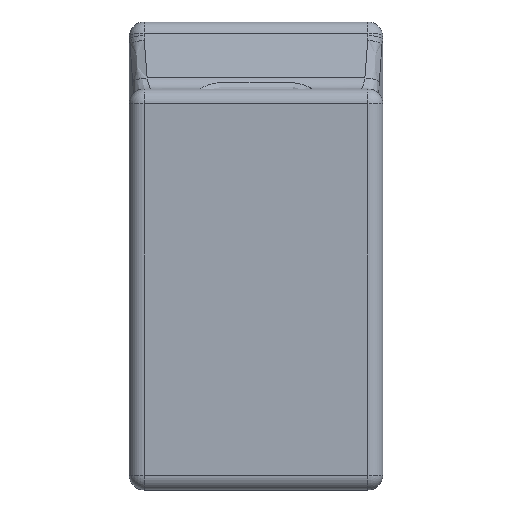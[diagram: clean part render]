
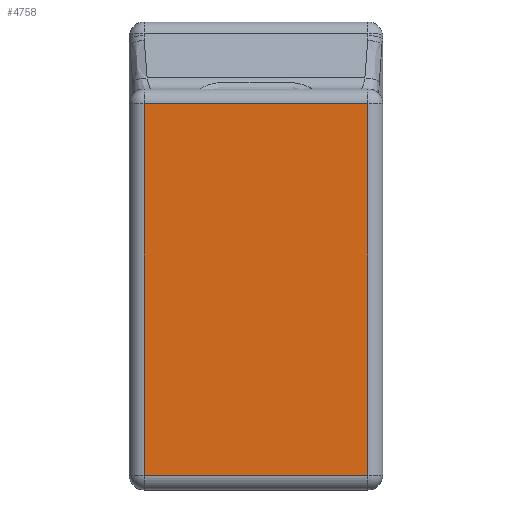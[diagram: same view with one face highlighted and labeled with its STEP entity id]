
A CAD part, front view. The second image highlights one B-rep face of the part: STEP entity #4758.
In plain terms, the highlighted planar face has unit normal (0, -1, 0).
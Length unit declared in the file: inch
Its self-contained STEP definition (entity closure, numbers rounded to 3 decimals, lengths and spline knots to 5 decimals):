
#90 = VECTOR ( 'NONE', #5229, 39.37008 ) ;
#158 = DIRECTION ( 'NONE',  ( -1., 0., 0. ) ) ;
#273 = ORIENTED_EDGE ( 'NONE', *, *, #614, .T. ) ;
#386 = FACE_OUTER_BOUND ( 'NONE', #2358, .T. ) ;
#614 = EDGE_CURVE ( 'NONE', #9975, #1105, #10424, .T. ) ;
#757 = VECTOR ( 'NONE', #1094, 39.37008 ) ;
#865 = ORIENTED_EDGE ( 'NONE', *, *, #4731, .T. ) ;
#1094 = DIRECTION ( 'NONE',  ( 0., 0., 1. ) ) ;
#1105 = VERTEX_POINT ( 'NONE', #7585 ) ;
#1216 = EDGE_CURVE ( 'NONE', #4950, #2841, #10762, .T. ) ;
#1779 = CARTESIAN_POINT ( 'NONE',  ( 0.75125, -0.79674, 2.46575 ) ) ;
#1883 = CARTESIAN_POINT ( 'NONE',  ( 0.75125, -0.79674, -0.026 ) ) ;
#1911 = LINE ( 'NONE', #6710, #10920 ) ;
#2229 = PLANE ( 'NONE',  #14294 ) ;
#2358 = EDGE_LOOP ( 'NONE', ( #3915, #3903, #273, #865 ) ) ;
#2375 = VECTOR ( 'NONE', #158, 39.37008 ) ;
#2841 = VERTEX_POINT ( 'NONE', #1779 ) ;
#3412 = CARTESIAN_POINT ( 'NONE',  ( 0.75125, -0.79674, 2.56575 ) ) ;
#3903 = ORIENTED_EDGE ( 'NONE', *, *, #11275, .T. ) ;
#3915 = ORIENTED_EDGE ( 'NONE', *, *, #1216, .T. ) ;
#4731 = EDGE_CURVE ( 'NONE', #1105, #4950, #1911, .T. ) ;
#4758 = ADVANCED_FACE ( 'NONE', ( #386 ), #2229, .T. ) ;
#4950 = VERTEX_POINT ( 'NONE', #1883 ) ;
#5229 = DIRECTION ( 'NONE',  ( 0., 0., -1. ) ) ;
#5895 = CARTESIAN_POINT ( 'NONE',  ( -0.75125, -0.79674, 2.46575 ) ) ;
#6710 = CARTESIAN_POINT ( 'NONE',  ( 0.85125, -0.79674, -0.026 ) ) ;
#6722 = LINE ( 'NONE', #5895, #2375 ) ;
#6994 = CARTESIAN_POINT ( 'NONE',  ( -0.75125, -0.79674, -0.126 ) ) ;
#7585 = CARTESIAN_POINT ( 'NONE',  ( -0.75125, -0.79674, -0.026 ) ) ;
#9089 = DIRECTION ( 'NONE',  ( 1., 0., 0. ) ) ;
#9127 = DIRECTION ( 'NONE',  ( 0., 0., -1. ) ) ;
#9975 = VERTEX_POINT ( 'NONE', #11413 ) ;
#10424 = LINE ( 'NONE', #6994, #90 ) ;
#10762 = LINE ( 'NONE', #3412, #757 ) ;
#10920 = VECTOR ( 'NONE', #9089, 39.37008 ) ;
#11054 = CARTESIAN_POINT ( 'NONE',  ( 0.85125, -0.79674, -0.126 ) ) ;
#11275 = EDGE_CURVE ( 'NONE', #2841, #9975, #6722, .T. ) ;
#11413 = CARTESIAN_POINT ( 'NONE',  ( -0.75125, -0.79674, 2.46575 ) ) ;
#12216 = DIRECTION ( 'NONE',  ( 0., -1., 0. ) ) ;
#14294 = AXIS2_PLACEMENT_3D ( 'NONE', #11054, #12216, #9127 ) ;
